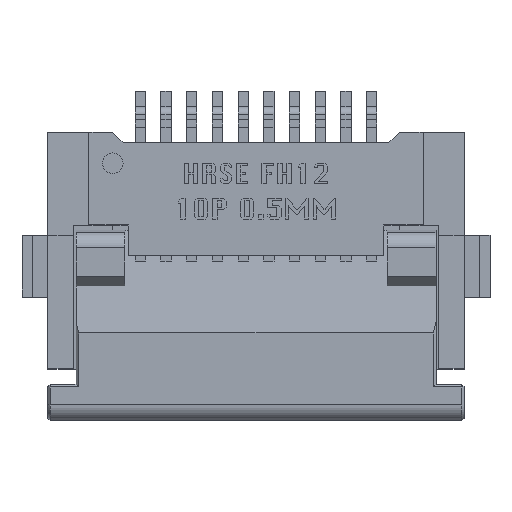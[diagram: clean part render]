
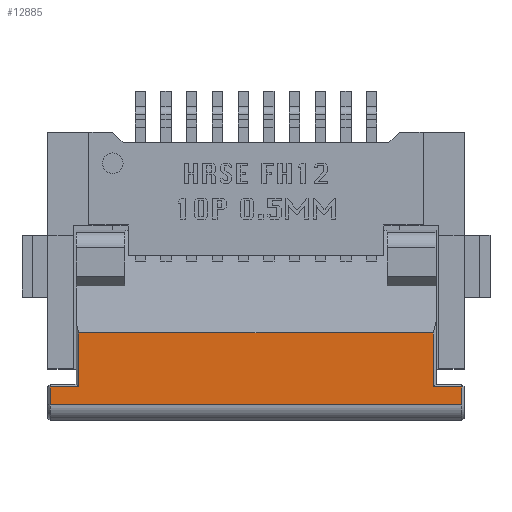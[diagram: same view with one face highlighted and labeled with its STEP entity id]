
A CAD part, top view. The second image highlights one B-rep face of the part: STEP entity #12885.
In plain terms, the highlighted planar face has unit normal (0, 0, 1).
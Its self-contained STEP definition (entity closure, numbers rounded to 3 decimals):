
#386=FACE_OUTER_BOUND('',#1059,.T.);
#1059=EDGE_LOOP('',(#9485,#9486,#9487,#9488,#9489,#9490,#9491,#9492));
#2137=LINE('',#18542,#3912);
#2165=LINE('',#18601,#3940);
#2176=LINE('',#18626,#3951);
#2190=LINE('',#18653,#3965);
#2199=LINE('',#18668,#3974);
#2205=LINE('',#18683,#3980);
#2217=LINE('',#18708,#3992);
#2218=LINE('',#18710,#3993);
#3912=VECTOR('',#15166,0.55);
#3940=VECTOR('',#15212,0.55);
#3951=VECTOR('',#15237,0.35);
#3965=VECTOR('',#15261,1.05);
#3974=VECTOR('',#15276,0.35);
#3980=VECTOR('',#15292,1.05);
#3992=VECTOR('',#15314,8.);
#3993=VECTOR('',#15317,6.9);
#5473=VERTEX_POINT('',#18537);
#5474=VERTEX_POINT('',#18541);
#5492=VERTEX_POINT('',#18591);
#5496=VERTEX_POINT('',#18600);
#5502=VERTEX_POINT('',#18620);
#5511=VERTEX_POINT('',#18652);
#5513=VERTEX_POINT('',#18664);
#5518=VERTEX_POINT('',#18681);
#6895=EDGE_CURVE('',#5474,#5473,#2137,.T.);
#6923=EDGE_CURVE('',#5492,#5496,#2165,.T.);
#6936=EDGE_CURVE('',#5502,#5492,#2176,.T.);
#6950=EDGE_CURVE('',#5496,#5511,#2190,.T.);
#6959=EDGE_CURVE('',#5473,#5513,#2199,.T.);
#6967=EDGE_CURVE('',#5518,#5474,#2205,.T.);
#6980=EDGE_CURVE('',#5502,#5513,#2217,.T.);
#6981=EDGE_CURVE('',#5511,#5518,#2218,.T.);
#9485=ORIENTED_EDGE('',*,*,#6950,.F.);
#9486=ORIENTED_EDGE('',*,*,#6923,.F.);
#9487=ORIENTED_EDGE('',*,*,#6936,.F.);
#9488=ORIENTED_EDGE('',*,*,#6980,.T.);
#9489=ORIENTED_EDGE('',*,*,#6959,.F.);
#9490=ORIENTED_EDGE('',*,*,#6895,.F.);
#9491=ORIENTED_EDGE('',*,*,#6967,.F.);
#9492=ORIENTED_EDGE('',*,*,#6981,.F.);
#11901=PLANE('',#13553);
#12885=ADVANCED_FACE('',(#386),#11901,.T.);
#13553=AXIS2_PLACEMENT_3D('',#18709,#15315,#15316);
#15166=DIRECTION('',(1.,0.,0.));
#15212=DIRECTION('',(1.,0.,0.));
#15237=DIRECTION('',(0.,1.,0.));
#15261=DIRECTION('',(0.,1.,0.));
#15276=DIRECTION('',(0.,-1.,0.));
#15292=DIRECTION('',(0.,-1.,0.));
#15314=DIRECTION('',(1.,0.,0.));
#15315=DIRECTION('center_axis',(0.,0.,1.));
#15316=DIRECTION('ref_axis',(0.,-1.,0.));
#15317=DIRECTION('',(1.,0.,0.));
#18537=CARTESIAN_POINT('',(4.,-3.65,2.));
#18541=CARTESIAN_POINT('',(3.45,-3.65,2.));
#18542=CARTESIAN_POINT('',(0.,-3.65,2.));
#18591=CARTESIAN_POINT('',(-4.,-3.65,2.));
#18600=CARTESIAN_POINT('',(-3.45,-3.65,2.));
#18601=CARTESIAN_POINT('',(0.,-3.65,2.));
#18620=CARTESIAN_POINT('',(-4.,-4.,2.));
#18626=CARTESIAN_POINT('',(-4.,-3.767,2.));
#18652=CARTESIAN_POINT('',(-3.45,-2.6,2.));
#18653=CARTESIAN_POINT('',(-3.45,-2.896,2.));
#18664=CARTESIAN_POINT('',(4.,-4.,2.));
#18668=CARTESIAN_POINT('',(4.,-3.767,2.));
#18681=CARTESIAN_POINT('',(3.45,-2.6,2.));
#18683=CARTESIAN_POINT('',(3.45,-2.896,2.));
#18708=CARTESIAN_POINT('',(0.,-4.,2.));
#18709=CARTESIAN_POINT('Origin',(0.,-3.6,2.));
#18710=CARTESIAN_POINT('',(0.,-2.6,2.));
